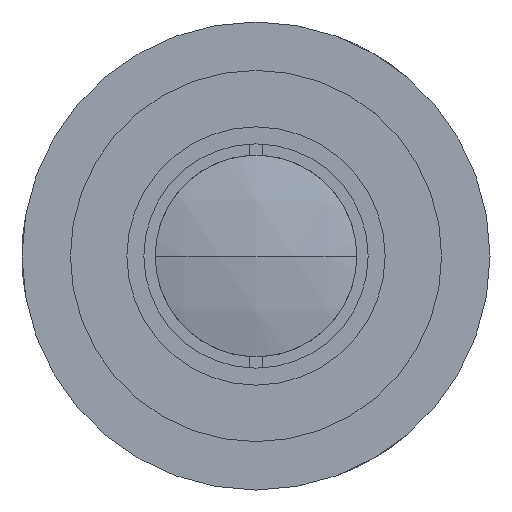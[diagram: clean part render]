
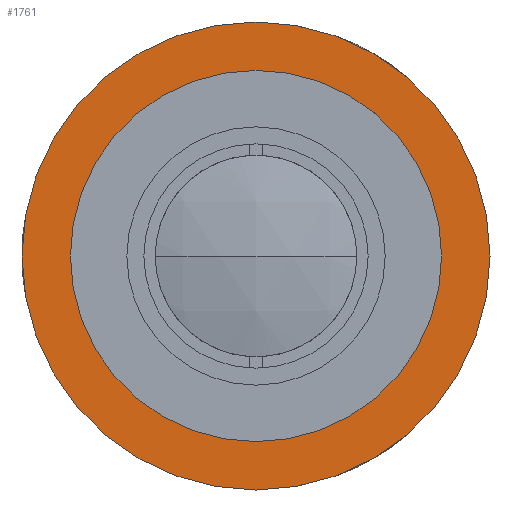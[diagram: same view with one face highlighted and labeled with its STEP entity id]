
A CAD part, left-side view. The second image highlights one B-rep face of the part: STEP entity #1761.
In plain terms, the highlighted planar face has unit normal (-1, 0, 0).
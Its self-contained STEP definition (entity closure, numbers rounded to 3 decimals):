
#2 = CARTESIAN_POINT ( 'NONE',  ( 37.7, 0., 0. ) ) ;
#10 = EDGE_CURVE ( 'NONE', #405, #1435, #1274, .T. ) ;
#53 = AXIS2_PLACEMENT_3D ( 'NONE', #1677, #1515, #1426 ) ;
#61 = CARTESIAN_POINT ( 'NONE',  ( 37.7, 0., 14.5 ) ) ;
#226 = CIRCLE ( 'NONE', #1534, 14.5 ) ;
#272 = DIRECTION ( 'NONE',  ( -1., 0., 0. ) ) ;
#287 = DIRECTION ( 'NONE',  ( 0., 0., 1. ) ) ;
#405 = VERTEX_POINT ( 'NONE', #61 ) ;
#442 = CIRCLE ( 'NONE', #1646, 11.5 ) ;
#506 = EDGE_CURVE ( 'NONE', #1594, #1102, #442, .T. ) ;
#509 = CIRCLE ( 'NONE', #944, 11.5 ) ;
#598 = EDGE_LOOP ( 'NONE', ( #1294, #928 ) ) ;
#609 = DIRECTION ( 'NONE',  ( 0., 0., 1. ) ) ;
#669 = DIRECTION ( 'NONE',  ( -1., 0., 0. ) ) ;
#733 = EDGE_CURVE ( 'NONE', #1435, #405, #226, .T. ) ;
#774 = CARTESIAN_POINT ( 'NONE',  ( 37.7, 0., 0. ) ) ;
#799 = CARTESIAN_POINT ( 'NONE',  ( 37.7, 0., 0. ) ) ;
#923 = CARTESIAN_POINT ( 'NONE',  ( 37.7, 0., -14.5 ) ) ;
#928 = ORIENTED_EDGE ( 'NONE', *, *, #733, .T. ) ;
#944 = AXIS2_PLACEMENT_3D ( 'NONE', #774, #669, #609 ) ;
#951 = ORIENTED_EDGE ( 'NONE', *, *, #506, .F. ) ;
#1011 = DIRECTION ( 'NONE',  ( 0., 0., 1. ) ) ;
#1097 = DIRECTION ( 'NONE',  ( -1., 0., 0. ) ) ;
#1102 = VERTEX_POINT ( 'NONE', #1512 ) ;
#1274 = CIRCLE ( 'NONE', #1772, 14.5 ) ;
#1294 = ORIENTED_EDGE ( 'NONE', *, *, #10, .T. ) ;
#1310 = EDGE_CURVE ( 'NONE', #1102, #1594, #509, .T. ) ;
#1426 = DIRECTION ( 'NONE',  ( 0., 0., -1. ) ) ;
#1435 = VERTEX_POINT ( 'NONE', #923 ) ;
#1512 = CARTESIAN_POINT ( 'NONE',  ( 37.7, 0., 11.5 ) ) ;
#1515 = DIRECTION ( 'NONE',  ( 1., 0., 0. ) ) ;
#1534 = AXIS2_PLACEMENT_3D ( 'NONE', #1720, #1726, #1739 ) ;
#1594 = VERTEX_POINT ( 'NONE', #1596 ) ;
#1596 = CARTESIAN_POINT ( 'NONE',  ( 37.7, 0., -11.5 ) ) ;
#1646 = AXIS2_PLACEMENT_3D ( 'NONE', #2, #272, #287 ) ;
#1656 = FACE_BOUND ( 'NONE', #1870, .T. ) ;
#1665 = PLANE ( 'NONE',  #53 ) ;
#1677 = CARTESIAN_POINT ( 'NONE',  ( 37.7, 11.5, 0. ) ) ;
#1720 = CARTESIAN_POINT ( 'NONE',  ( 37.7, 0., 0. ) ) ;
#1722 = ORIENTED_EDGE ( 'NONE', *, *, #1310, .F. ) ;
#1726 = DIRECTION ( 'NONE',  ( -1., 0., 0. ) ) ;
#1735 = FACE_OUTER_BOUND ( 'NONE', #598, .T. ) ;
#1739 = DIRECTION ( 'NONE',  ( 0., 0., 1. ) ) ;
#1761 = ADVANCED_FACE ( 'NONE', ( #1656, #1735 ), #1665, .F. ) ;
#1772 = AXIS2_PLACEMENT_3D ( 'NONE', #799, #1097, #1011 ) ;
#1870 = EDGE_LOOP ( 'NONE', ( #1722, #951 ) ) ;
